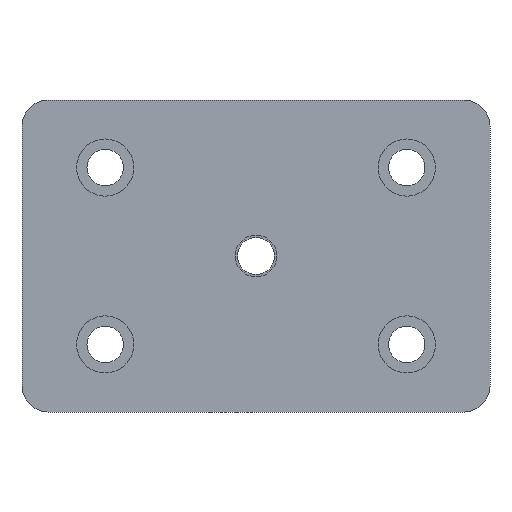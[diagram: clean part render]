
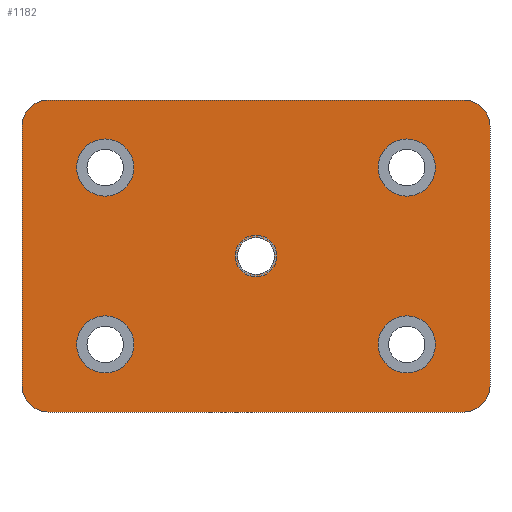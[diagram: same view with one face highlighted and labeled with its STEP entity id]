
A CAD part, front view. The second image highlights one B-rep face of the part: STEP entity #1182.
In plain terms, the highlighted planar face has unit normal (0, -1, 0).
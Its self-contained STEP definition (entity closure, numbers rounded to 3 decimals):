
#1=CARTESIAN_POINT('',(0.,-15.,0.));
#2=DIRECTION('',(0.,-1.,0.));
#3=DIRECTION('',(1.,0.,0.));
#4=AXIS2_PLACEMENT_3D('',#1,#2,#3);
#6=CARTESIAN_POINT('',(0.,-15.,0.));
#7=DIRECTION('',(0.,-1.,0.));
#8=DIRECTION('',(-1.,0.,0.));
#9=AXIS2_PLACEMENT_3D('',#6,#7,#8);
#11=CARTESIAN_POINT('',(-40.,-15.,25.));
#12=DIRECTION('',(0.,-1.,0.));
#13=DIRECTION('',(0.,0.,1.));
#14=AXIS2_PLACEMENT_3D('',#11,#12,#13);
#16=DIRECTION('',(1.,0.,0.));
#17=VECTOR('',#16,80.);
#18=CARTESIAN_POINT('',(-40.,-15.,30.));
#19=LINE('',#18,#17);
#20=CARTESIAN_POINT('',(40.,-15.,25.));
#21=DIRECTION('',(0.,-1.,0.));
#22=DIRECTION('',(1.,0.,0.));
#23=AXIS2_PLACEMENT_3D('',#20,#21,#22);
#25=DIRECTION('',(0.,0.,-1.));
#26=VECTOR('',#25,50.);
#27=CARTESIAN_POINT('',(45.,-15.,25.));
#28=LINE('',#27,#26);
#29=CARTESIAN_POINT('',(40.,-15.,-25.));
#30=DIRECTION('',(0.,-1.,0.));
#31=DIRECTION('',(0.,0.,-1.));
#32=AXIS2_PLACEMENT_3D('',#29,#30,#31);
#34=DIRECTION('',(-1.,0.,0.));
#35=VECTOR('',#34,80.);
#36=CARTESIAN_POINT('',(40.,-15.,-30.));
#37=LINE('',#36,#35);
#38=CARTESIAN_POINT('',(-40.,-15.,-25.));
#39=DIRECTION('',(0.,-1.,0.));
#40=DIRECTION('',(-1.,0.,0.));
#41=AXIS2_PLACEMENT_3D('',#38,#39,#40);
#43=DIRECTION('',(0.,0.,1.));
#44=VECTOR('',#43,50.);
#45=CARTESIAN_POINT('',(-45.,-15.,-25.));
#46=LINE('',#45,#44);
#47=CARTESIAN_POINT('',(-29.,-15.,17.));
#48=DIRECTION('',(0.,-1.,0.));
#49=DIRECTION('',(1.,0.,0.));
#50=AXIS2_PLACEMENT_3D('',#47,#48,#49);
#52=CARTESIAN_POINT('',(-29.,-15.,17.));
#53=DIRECTION('',(0.,-1.,0.));
#54=DIRECTION('',(-1.,0.,0.));
#55=AXIS2_PLACEMENT_3D('',#52,#53,#54);
#57=CARTESIAN_POINT('',(29.,-15.,17.));
#58=DIRECTION('',(0.,-1.,0.));
#59=DIRECTION('',(1.,0.,0.));
#60=AXIS2_PLACEMENT_3D('',#57,#58,#59);
#62=CARTESIAN_POINT('',(29.,-15.,17.));
#63=DIRECTION('',(0.,-1.,0.));
#64=DIRECTION('',(-1.,0.,0.));
#65=AXIS2_PLACEMENT_3D('',#62,#63,#64);
#67=CARTESIAN_POINT('',(-29.,-15.,-17.));
#68=DIRECTION('',(0.,-1.,0.));
#69=DIRECTION('',(1.,0.,0.));
#70=AXIS2_PLACEMENT_3D('',#67,#68,#69);
#72=CARTESIAN_POINT('',(-29.,-15.,-17.));
#73=DIRECTION('',(0.,-1.,0.));
#74=DIRECTION('',(-1.,0.,0.));
#75=AXIS2_PLACEMENT_3D('',#72,#73,#74);
#77=CARTESIAN_POINT('',(29.,-15.,-17.));
#78=DIRECTION('',(0.,-1.,0.));
#79=DIRECTION('',(1.,0.,0.));
#80=AXIS2_PLACEMENT_3D('',#77,#78,#79);
#82=CARTESIAN_POINT('',(29.,-15.,-17.));
#83=DIRECTION('',(0.,-1.,0.));
#84=DIRECTION('',(-1.,0.,0.));
#85=AXIS2_PLACEMENT_3D('',#82,#83,#84);
#865=CARTESIAN_POINT('',(3.55,-15.,0.));
#866=CARTESIAN_POINT('',(-3.55,-15.,0.));
#867=VERTEX_POINT('',#865);
#868=VERTEX_POINT('',#866);
#889=CARTESIAN_POINT('',(-40.,-15.,30.));
#890=CARTESIAN_POINT('',(-45.,-15.,25.));
#891=VERTEX_POINT('',#889);
#892=VERTEX_POINT('',#890);
#897=CARTESIAN_POINT('',(45.,-15.,25.));
#898=CARTESIAN_POINT('',(40.,-15.,30.));
#899=VERTEX_POINT('',#897);
#900=VERTEX_POINT('',#898);
#905=CARTESIAN_POINT('',(40.,-15.,-30.));
#906=CARTESIAN_POINT('',(45.,-15.,-25.));
#907=VERTEX_POINT('',#905);
#908=VERTEX_POINT('',#906);
#913=CARTESIAN_POINT('',(-45.,-15.,-25.));
#914=CARTESIAN_POINT('',(-40.,-15.,-30.));
#915=VERTEX_POINT('',#913);
#916=VERTEX_POINT('',#914);
#1097=CARTESIAN_POINT('',(-23.5,-15.,17.));
#1098=CARTESIAN_POINT('',(-34.5,-15.,17.));
#1099=VERTEX_POINT('',#1097);
#1100=VERTEX_POINT('',#1098);
#1101=CARTESIAN_POINT('',(34.5,-15.,17.));
#1102=CARTESIAN_POINT('',(23.5,-15.,17.));
#1103=VERTEX_POINT('',#1101);
#1104=VERTEX_POINT('',#1102);
#1105=CARTESIAN_POINT('',(-23.5,-15.,-17.));
#1106=CARTESIAN_POINT('',(-34.5,-15.,-17.));
#1107=VERTEX_POINT('',#1105);
#1108=VERTEX_POINT('',#1106);
#1109=CARTESIAN_POINT('',(34.5,-15.,-17.));
#1110=CARTESIAN_POINT('',(23.5,-15.,-17.));
#1111=VERTEX_POINT('',#1109);
#1112=VERTEX_POINT('',#1110);
#1129=CARTESIAN_POINT('',(0.,-15.,0.));
#1130=DIRECTION('',(0.,1.,0.));
#1131=DIRECTION('',(1.,0.,0.));
#1132=AXIS2_PLACEMENT_3D('',#1129,#1130,#1131);
#1133=PLANE('',#1132);
#1135=ORIENTED_EDGE('',*,*,#1134,.F.);
#1137=ORIENTED_EDGE('',*,*,#1136,.T.);
#1139=ORIENTED_EDGE('',*,*,#1138,.F.);
#1141=ORIENTED_EDGE('',*,*,#1140,.T.);
#1143=ORIENTED_EDGE('',*,*,#1142,.F.);
#1145=ORIENTED_EDGE('',*,*,#1144,.T.);
#1147=ORIENTED_EDGE('',*,*,#1146,.F.);
#1149=ORIENTED_EDGE('',*,*,#1148,.T.);
#1150=EDGE_LOOP('',(#1135,#1137,#1139,#1141,#1143,#1145,#1147,#1149));
#1151=FACE_OUTER_BOUND('',#1150,.F.);
#1153=ORIENTED_EDGE('',*,*,#1152,.T.);
#1155=ORIENTED_EDGE('',*,*,#1154,.T.);
#1156=EDGE_LOOP('',(#1153,#1155));
#1157=FACE_BOUND('',#1156,.F.);
#1159=ORIENTED_EDGE('',*,*,#1158,.T.);
#1161=ORIENTED_EDGE('',*,*,#1160,.T.);
#1162=EDGE_LOOP('',(#1159,#1161));
#1163=FACE_BOUND('',#1162,.F.);
#1165=ORIENTED_EDGE('',*,*,#1164,.T.);
#1167=ORIENTED_EDGE('',*,*,#1166,.T.);
#1168=EDGE_LOOP('',(#1165,#1167));
#1169=FACE_BOUND('',#1168,.F.);
#1171=ORIENTED_EDGE('',*,*,#1170,.T.);
#1173=ORIENTED_EDGE('',*,*,#1172,.T.);
#1174=EDGE_LOOP('',(#1171,#1173));
#1175=FACE_BOUND('',#1174,.F.);
#1177=ORIENTED_EDGE('',*,*,#1176,.T.);
#1179=ORIENTED_EDGE('',*,*,#1178,.T.);
#1180=EDGE_LOOP('',(#1177,#1179));
#1181=FACE_BOUND('',#1180,.F.);
#1182=ADVANCED_FACE('',(#1151,#1157,#1163,#1169,#1175,#1181),#1133,.F.);
#5=CIRCLE('',#4,3.55);
#10=CIRCLE('',#9,3.55);
#15=CIRCLE('',#14,5.);
#24=CIRCLE('',#23,5.);
#33=CIRCLE('',#32,5.);
#42=CIRCLE('',#41,5.);
#51=CIRCLE('',#50,5.5);
#56=CIRCLE('',#55,5.5);
#61=CIRCLE('',#60,5.5);
#66=CIRCLE('',#65,5.5);
#71=CIRCLE('',#70,5.5);
#76=CIRCLE('',#75,5.5);
#81=CIRCLE('',#80,5.5);
#86=CIRCLE('',#85,5.5);
#1134=EDGE_CURVE('',#891,#892,#15,.T.);
#1136=EDGE_CURVE('',#891,#900,#19,.T.);
#1138=EDGE_CURVE('',#899,#900,#24,.T.);
#1140=EDGE_CURVE('',#899,#908,#28,.T.);
#1142=EDGE_CURVE('',#907,#908,#33,.T.);
#1144=EDGE_CURVE('',#907,#916,#37,.T.);
#1146=EDGE_CURVE('',#915,#916,#42,.T.);
#1148=EDGE_CURVE('',#915,#892,#46,.T.);
#1152=EDGE_CURVE('',#867,#868,#5,.T.);
#1154=EDGE_CURVE('',#868,#867,#10,.T.);
#1158=EDGE_CURVE('',#1099,#1100,#51,.T.);
#1160=EDGE_CURVE('',#1100,#1099,#56,.T.);
#1164=EDGE_CURVE('',#1103,#1104,#61,.T.);
#1166=EDGE_CURVE('',#1104,#1103,#66,.T.);
#1170=EDGE_CURVE('',#1107,#1108,#71,.T.);
#1172=EDGE_CURVE('',#1108,#1107,#76,.T.);
#1176=EDGE_CURVE('',#1111,#1112,#81,.T.);
#1178=EDGE_CURVE('',#1112,#1111,#86,.T.);
